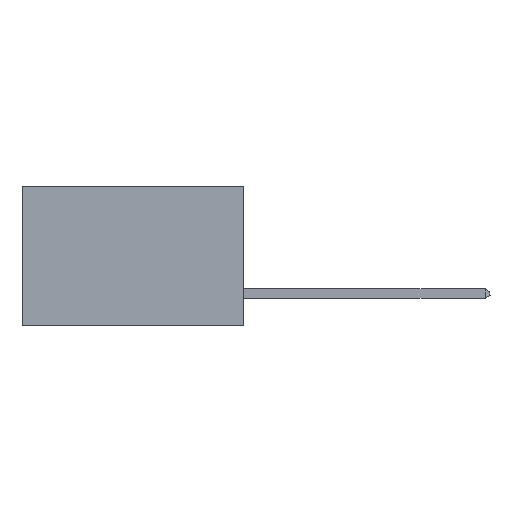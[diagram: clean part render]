
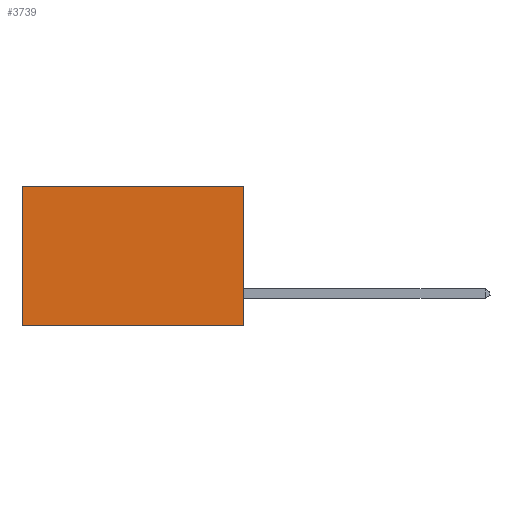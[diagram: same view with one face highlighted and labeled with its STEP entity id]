
A CAD part, left-side view. The second image highlights one B-rep face of the part: STEP entity #3739.
In plain terms, the highlighted planar face has unit normal (-1, 0, 0).
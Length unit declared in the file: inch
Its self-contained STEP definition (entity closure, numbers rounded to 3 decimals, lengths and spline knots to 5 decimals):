
#350 = VECTOR ( 'NONE', #712, 39.37008 ) ;
#355 = FACE_OUTER_BOUND ( 'NONE', #3206, .T. ) ;
#627 = LINE ( 'NONE', #8036, #4354 ) ;
#677 = CARTESIAN_POINT ( 'NONE',  ( 0.277, 0., -0.37 ) ) ;
#712 = DIRECTION ( 'NONE',  ( 0., 0., -1. ) ) ;
#1192 = CARTESIAN_POINT ( 'NONE',  ( 0.277, 0., 0. ) ) ;
#1223 = DIRECTION ( 'NONE',  ( 0., 0., -1. ) ) ;
#1243 = DIRECTION ( 'NONE',  ( 1., 0., 0. ) ) ;
#1395 = CARTESIAN_POINT ( 'NONE',  ( 0.277, 0., -0.37 ) ) ;
#1529 = PLANE ( 'NONE',  #2148 ) ;
#1555 = VERTEX_POINT ( 'NONE', #5563 ) ;
#1735 = ORIENTED_EDGE ( 'NONE', *, *, #7933, .T. ) ;
#2148 = AXIS2_PLACEMENT_3D ( 'NONE', #1395, #1243, #1223 ) ;
#3004 = VERTEX_POINT ( 'NONE', #7141 ) ;
#3206 = EDGE_LOOP ( 'NONE', ( #6500, #3773, #4279, #1735 ) ) ;
#3739 = ADVANCED_FACE ( 'NONE', ( #355 ), #1529, .F. ) ;
#3773 = ORIENTED_EDGE ( 'NONE', *, *, #4077, .F. ) ;
#3969 = CARTESIAN_POINT ( 'NONE',  ( 0.277, 0., -0.37 ) ) ;
#3981 = LINE ( 'NONE', #8057, #7284 ) ;
#4077 = EDGE_CURVE ( 'NONE', #5144, #3004, #7898, .T. ) ;
#4104 = LINE ( 'NONE', #677, #350 ) ;
#4119 = DIRECTION ( 'NONE',  ( 0., 1., 0. ) ) ;
#4279 = ORIENTED_EDGE ( 'NONE', *, *, #4757, .F. ) ;
#4354 = VECTOR ( 'NONE', #4119, 39.37008 ) ;
#4426 = VECTOR ( 'NONE', #5835, 39.37008 ) ;
#4757 = EDGE_CURVE ( 'NONE', #5188, #5144, #4104, .T. ) ;
#4865 = DIRECTION ( 'NONE',  ( 0., 0., -1. ) ) ;
#5144 = VERTEX_POINT ( 'NONE', #3969 ) ;
#5188 = VERTEX_POINT ( 'NONE', #1192 ) ;
#5563 = CARTESIAN_POINT ( 'NONE',  ( 0.277, 0.59, 0. ) ) ;
#5687 = CARTESIAN_POINT ( 'NONE',  ( 0.277, 0., -0.37 ) ) ;
#5835 = DIRECTION ( 'NONE',  ( 0., 1., 0. ) ) ;
#5940 = EDGE_CURVE ( 'NONE', #1555, #3004, #3981, .T. ) ;
#6500 = ORIENTED_EDGE ( 'NONE', *, *, #5940, .T. ) ;
#7141 = CARTESIAN_POINT ( 'NONE',  ( 0.277, 0.59, -0.37 ) ) ;
#7284 = VECTOR ( 'NONE', #4865, 39.37008 ) ;
#7898 = LINE ( 'NONE', #5687, #4426 ) ;
#7933 = EDGE_CURVE ( 'NONE', #5188, #1555, #627, .T. ) ;
#8036 = CARTESIAN_POINT ( 'NONE',  ( 0.277, 0., 0. ) ) ;
#8057 = CARTESIAN_POINT ( 'NONE',  ( 0.277, 0.59, -0.37 ) ) ;
